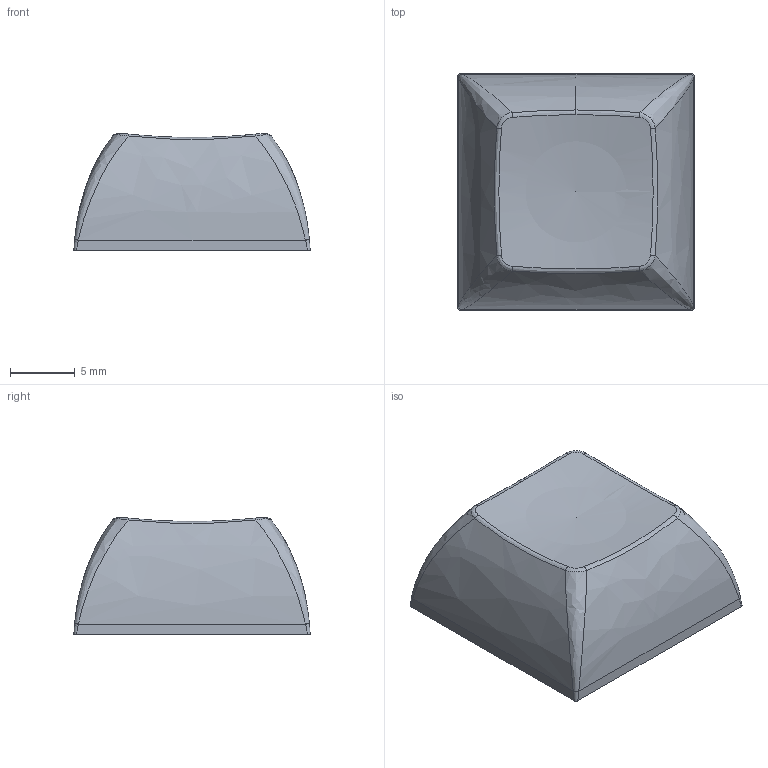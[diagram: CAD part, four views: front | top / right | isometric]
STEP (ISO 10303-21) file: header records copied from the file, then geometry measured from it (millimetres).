
FILE_DESCRIPTION(/* description */ ('STEP AP242','CAx-IF Rec.Pracs.---Representation and Presentation of Product Manufacturing Information (PMI)---4.0---2014-10-13','CAx-IF Rec.Pracs.---3D Tessellated Geometry---0.4---2014-09-14','2;1'),/* implementation_level */ '2;1');
FILE_NAME(/* name */ 'KAM-3Dtemplates-124 - 1u',/* time_stamp */ '2025-01-24T18:53:22Z',/* author */ (''),/* organization */ (''),/* preprocessor_version */ 'ST-DEVELOPER v20',/* originating_system */ 'ONSHAPE BY PTC INC, 1.192',/* authorisation */ ' ');
FILE_SCHEMA (('AP242_MANAGED_MODEL_BASED_3D_ENGINEERING_MIM_LF { 1 0 10303 442 1 1 4 }'));
Length unit declared in the file: metre
Products named in the file (1): 1u
Bounding box: 18.31 x 18.31 x 9.05 mm (x, y, z)
Volume: 1147.9 mm3; surface area: 1593.7 mm2
Topology: 1 solids, 1 shells, 69 faces, 178 edges, 112 vertices
Faces by surface type: plane 39, bspline 27, sphere 2, cylinder 1
Full cylindrical faces by diameter (mm): 5.2 x1
Entity records: 2943 total; most frequent: CARTESIAN_POINT 1461, ORIENTED_EDGE 342, DIRECTION 227, EDGE_CURVE 171, VERTEX_POINT 108, LINE 103, VECTOR 103, EDGE_LOOP 73
